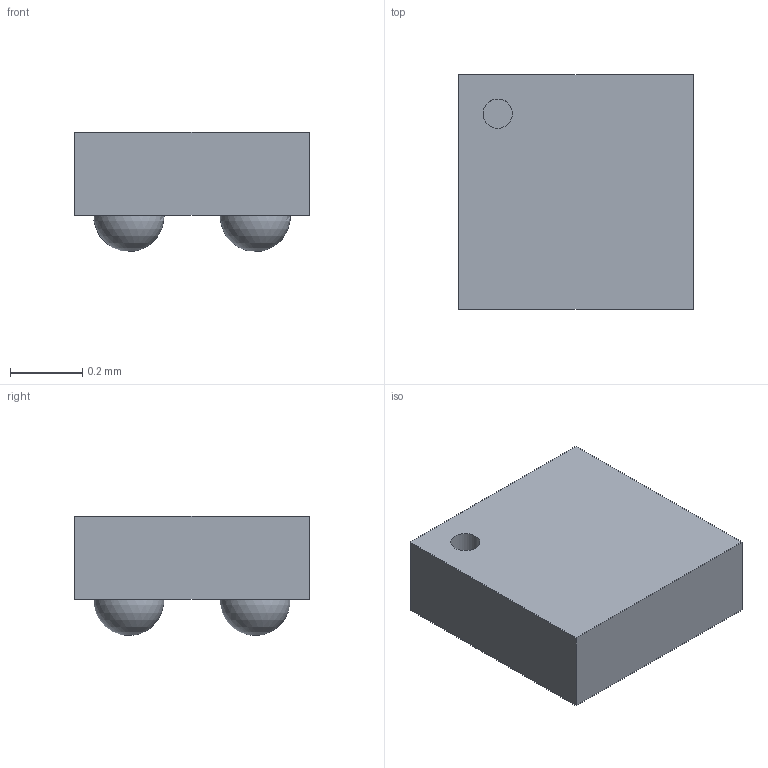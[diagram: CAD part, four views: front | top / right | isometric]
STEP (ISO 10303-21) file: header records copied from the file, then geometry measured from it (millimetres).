
FILE_DESCRIPTION(('Open CASCADE Model'),'2;1');
FILE_NAME('Open CASCADE Shape Model','2026-01-27T22:28:52',('Author'),( 'Open CASCADE'),'Open CASCADE STEP processor 7.5','Open CASCADE 7.5' ,'Unknown');
FILE_SCHEMA(('AUTOMOTIVE_DESIGN { 1 0 10303 214 1 1 1 1 }'));
Length unit declared in the file: millimetre
Products named in the file (7): PCB; Designator1; 13747881536; Open CASCADE STEP translator 7.5 76.1; Body; Open CASCADE STEP translator 7.5 76.2.1; ball
Assembly tree (8 placements, depth 4):
  PCB
  Designator1
    13747881536
      Open CASCADE STEP translator 7.5 76.1
      Body
        Open CASCADE STEP translator 7.5 76.2.1
      ball  x4
Bounding box: 0.65 x 0.65 x 0.33 mm (x, y, z)
Volume: 0.1 mm3; surface area: 2 mm2
Topology: 5 solids, 6 shells, 13 faces, 28 edges, 19 vertices
Faces by surface type: plane 8, sphere 4, cylinder 1
Full cylindrical faces by diameter (mm): 0.081 x1
Entity records: 399 total; most frequent: DIRECTION 57, CARTESIAN_POINT 47, ORIENTED_EDGE 31, AXIS2_PLACEMENT_3D 22, EDGE_CURVE 16, PRODUCT_DEFINITION_SHAPE 15, LINE 13, VECTOR 13
